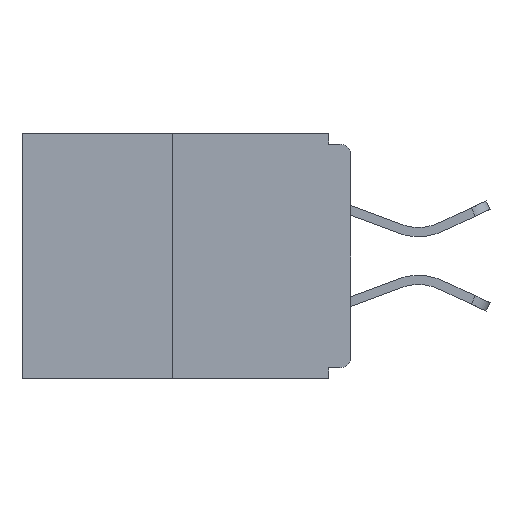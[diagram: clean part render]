
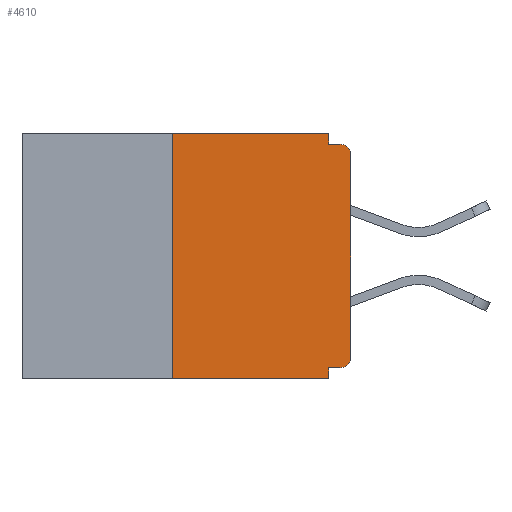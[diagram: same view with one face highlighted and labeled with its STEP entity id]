
A CAD part, left-side view. The second image highlights one B-rep face of the part: STEP entity #4610.
In plain terms, the highlighted planar face has unit normal (-1, 0, 0).
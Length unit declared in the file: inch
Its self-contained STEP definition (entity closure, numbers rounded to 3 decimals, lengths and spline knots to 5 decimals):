
#432 = LINE ( 'NONE', #7821, #24812 ) ;
#764 = CARTESIAN_POINT ( 'NONE',  ( 0., 0., 0. ) ) ;
#785 = AXIS2_PLACEMENT_3D ( 'NONE', #26114, #1457, #18424 ) ;
#1081 = LINE ( 'NONE', #764, #8597 ) ;
#1337 = CARTESIAN_POINT ( 'NONE',  ( 0., 0., -0.03 ) ) ;
#1457 = DIRECTION ( 'NONE',  ( 1., 0., 0. ) ) ;
#1535 = CARTESIAN_POINT ( 'NONE',  ( 0., 0.031, -0.015 ) ) ;
#1553 = CIRCLE ( 'NONE', #19443, 0.015 ) ;
#2339 = VERTEX_POINT ( 'NONE', #25921 ) ;
#2963 = VERTEX_POINT ( 'NONE', #1337 ) ;
#3105 = DIRECTION ( 'NONE',  ( 0., -1., 0. ) ) ;
#3628 = ORIENTED_EDGE ( 'NONE', *, *, #16728, .T. ) ;
#4008 = VERTEX_POINT ( 'NONE', #22510 ) ;
#4198 = ORIENTED_EDGE ( 'NONE', *, *, #20971, .T. ) ;
#4610 = ADVANCED_FACE ( 'NONE', ( #28390 ), #23087, .F. ) ;
#5643 = VERTEX_POINT ( 'NONE', #1535 ) ;
#5702 = DIRECTION ( 'NONE',  ( 0., -1., 0. ) ) ;
#5760 = VERTEX_POINT ( 'NONE', #11937 ) ;
#6134 = ORIENTED_EDGE ( 'NONE', *, *, #13833, .F. ) ;
#6340 = VERTEX_POINT ( 'NONE', #20785 ) ;
#6584 = DIRECTION ( 'NONE',  ( 0., 0., -1. ) ) ;
#6699 = VECTOR ( 'NONE', #11187, 39.37008 ) ;
#7821 = CARTESIAN_POINT ( 'NONE',  ( 0., 0.031, -0.343 ) ) ;
#8360 = EDGE_CURVE ( 'NONE', #2963, #4008, #9089, .T. ) ;
#8597 = VECTOR ( 'NONE', #10550, 39.37008 ) ;
#9040 = VERTEX_POINT ( 'NONE', #11946 ) ;
#9089 = CIRCLE ( 'NONE', #31638, 0.015 ) ;
#9157 = VECTOR ( 'NONE', #6584, 39.37008 ) ;
#9364 = ORIENTED_EDGE ( 'NONE', *, *, #12823, .F. ) ;
#9376 = ORIENTED_EDGE ( 'NONE', *, *, #8360, .T. ) ;
#9942 = ORIENTED_EDGE ( 'NONE', *, *, #23172, .T. ) ;
#10109 = ORIENTED_EDGE ( 'NONE', *, *, #21479, .F. ) ;
#10221 = DIRECTION ( 'NONE',  ( 0., 0., -1. ) ) ;
#10550 = DIRECTION ( 'NONE',  ( 0., 0., 1. ) ) ;
#10892 = DIRECTION ( 'NONE',  ( 0., 0., 1. ) ) ;
#10961 = LINE ( 'NONE', #20709, #13987 ) ;
#11187 = DIRECTION ( 'NONE',  ( 0., 1., 0. ) ) ;
#11530 = VERTEX_POINT ( 'NONE', #27645 ) ;
#11937 = CARTESIAN_POINT ( 'NONE',  ( 0., 0.031, 0. ) ) ;
#11946 = CARTESIAN_POINT ( 'NONE',  ( 0., 0.25, 0. ) ) ;
#12330 = VECTOR ( 'NONE', #10892, 39.37008 ) ;
#12823 = EDGE_CURVE ( 'NONE', #5643, #4008, #23123, .T. ) ;
#13438 = VECTOR ( 'NONE', #5702, 39.37008 ) ;
#13504 = DIRECTION ( 'NONE',  ( 0., -1., 0. ) ) ;
#13833 = EDGE_CURVE ( 'NONE', #9040, #5760, #10961, .T. ) ;
#13917 = CARTESIAN_POINT ( 'NONE',  ( 0., 0.031, 0. ) ) ;
#13987 = VECTOR ( 'NONE', #13504, 39.37008 ) ;
#15160 = EDGE_CURVE ( 'NONE', #6340, #11530, #432, .T. ) ;
#15414 = DIRECTION ( 'NONE',  ( 0., 0., -1. ) ) ;
#16360 = ORIENTED_EDGE ( 'NONE', *, *, #15160, .F. ) ;
#16728 = EDGE_CURVE ( 'NONE', #2339, #11530, #20052, .T. ) ;
#17343 = CARTESIAN_POINT ( 'NONE',  ( 0., 0.46, -0.343 ) ) ;
#18061 = CARTESIAN_POINT ( 'NONE',  ( 0., 0.25, 0. ) ) ;
#18107 = DIRECTION ( 'NONE',  ( -1., 0., 0. ) ) ;
#18424 = DIRECTION ( 'NONE',  ( 0., 0., -1. ) ) ;
#18867 = CARTESIAN_POINT ( 'NONE',  ( 0., 0.015, -0.03 ) ) ;
#19443 = AXIS2_PLACEMENT_3D ( 'NONE', #30662, #18107, #15414 ) ;
#20052 = LINE ( 'NONE', #17343, #25617 ) ;
#20709 = CARTESIAN_POINT ( 'NONE',  ( 0., 0.46, 0. ) ) ;
#20785 = CARTESIAN_POINT ( 'NONE',  ( 0., 0.031, -0.328 ) ) ;
#20971 = EDGE_CURVE ( 'NONE', #31576, #23272, #1553, .T. ) ;
#21395 = CARTESIAN_POINT ( 'NONE',  ( 0., 0., -0.313 ) ) ;
#21426 = ORIENTED_EDGE ( 'NONE', *, *, #27566, .F. ) ;
#21479 = EDGE_CURVE ( 'NONE', #2339, #9040, #27573, .T. ) ;
#22140 = CARTESIAN_POINT ( 'NONE',  ( 0., 0.015, -0.328 ) ) ;
#22510 = CARTESIAN_POINT ( 'NONE',  ( 0., 0.015, -0.015 ) ) ;
#23087 = PLANE ( 'NONE',  #785 ) ;
#23123 = LINE ( 'NONE', #27650, #13438 ) ;
#23172 = EDGE_CURVE ( 'NONE', #23272, #2963, #1081, .T. ) ;
#23272 = VERTEX_POINT ( 'NONE', #21395 ) ;
#23812 = CARTESIAN_POINT ( 'NONE',  ( 0., 0., -0.328 ) ) ;
#23842 = DIRECTION ( 'NONE',  ( 0., 0., -1. ) ) ;
#24289 = EDGE_LOOP ( 'NONE', ( #6134, #10109, #3628, #16360, #21426, #4198, #9942, #9376, #9364, #31235 ) ) ;
#24812 = VECTOR ( 'NONE', #10221, 39.37008 ) ;
#25580 = EDGE_CURVE ( 'NONE', #5760, #5643, #28378, .T. ) ;
#25617 = VECTOR ( 'NONE', #3105, 39.37008 ) ;
#25921 = CARTESIAN_POINT ( 'NONE',  ( 0., 0.25, -0.343 ) ) ;
#26114 = CARTESIAN_POINT ( 'NONE',  ( 0., 0.46, 0. ) ) ;
#27566 = EDGE_CURVE ( 'NONE', #31576, #6340, #30908, .T. ) ;
#27573 = LINE ( 'NONE', #18061, #12330 ) ;
#27645 = CARTESIAN_POINT ( 'NONE',  ( 0., 0.031, -0.343 ) ) ;
#27650 = CARTESIAN_POINT ( 'NONE',  ( 0., 0., -0.015 ) ) ;
#28378 = LINE ( 'NONE', #13917, #9157 ) ;
#28390 = FACE_OUTER_BOUND ( 'NONE', #24289, .T. ) ;
#28678 = DIRECTION ( 'NONE',  ( -1., 0., 0. ) ) ;
#30662 = CARTESIAN_POINT ( 'NONE',  ( 0., 0.015, -0.313 ) ) ;
#30908 = LINE ( 'NONE', #23812, #6699 ) ;
#31235 = ORIENTED_EDGE ( 'NONE', *, *, #25580, .F. ) ;
#31576 = VERTEX_POINT ( 'NONE', #22140 ) ;
#31638 = AXIS2_PLACEMENT_3D ( 'NONE', #18867, #28678, #23842 ) ;
